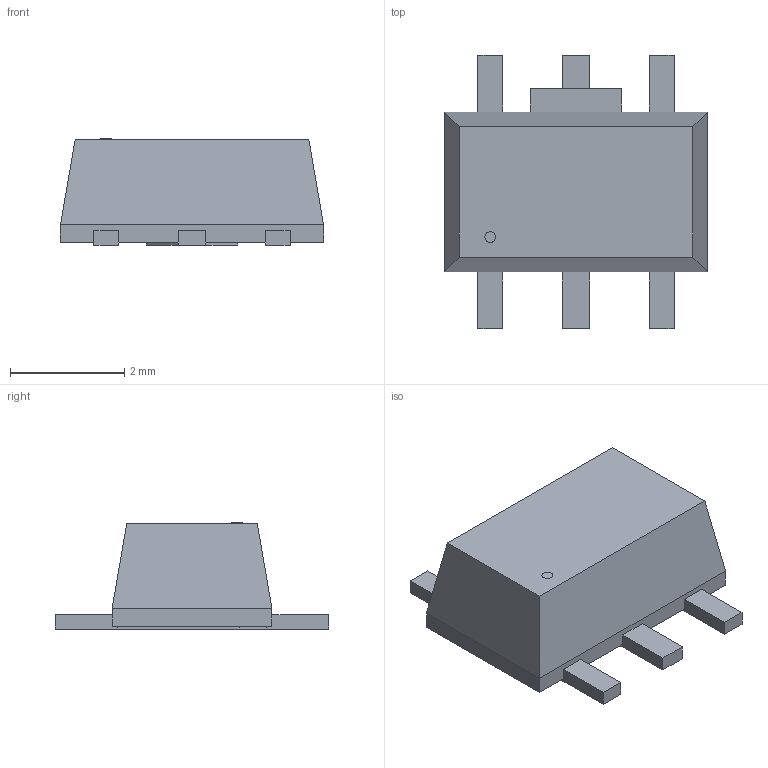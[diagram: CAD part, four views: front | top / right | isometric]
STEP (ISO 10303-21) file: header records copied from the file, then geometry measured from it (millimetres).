
FILE_DESCRIPTION(('STEP AP214'),'1');
FILE_NAME('SOT-89-5_PI-SOT-89-5-1SOT-89-5-2-E-A_NMD','2025-01-26T12:00:10',(''),(''),'','','');
FILE_SCHEMA(('AUTOMOTIVE_DESIGN'));
Length unit declared in the file: millimetre
Products named in the file (1): product
Bounding box: 4.6 x 4.78 x 1.86 mm (x, y, z)
Volume: 21.5 mm3; surface area: 70.1 mm2
Topology: 14 solids, 14 shells, 91 faces, 185 edges, 122 vertices
Faces by surface type: plane 90, cylinder 1
Full cylindrical faces by diameter (mm): 0.186 x1
Entity records: 2379 total; most frequent: DIRECTION 372, ORIENTED_EDGE 368, CARTESIAN_POINT 217, EDGE_CURVE 184, LINE 182, VECTOR 182, VERTEX_POINT 122, AXIS2_PLACEMENT_3D 95
